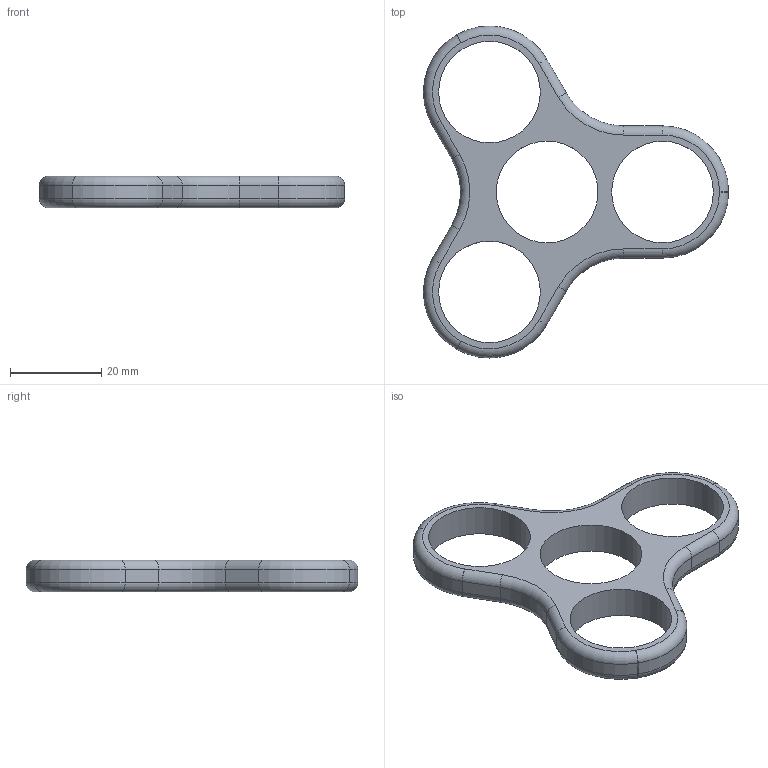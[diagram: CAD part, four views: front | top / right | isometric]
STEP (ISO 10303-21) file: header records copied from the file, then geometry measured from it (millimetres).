
FILE_DESCRIPTION(('Open CASCADE Model'),'2;1');
FILE_NAME('Open CASCADE Shape Model','2023-10-09T17:47:18',('Author'),( 'Open CASCADE'),'Open CASCADE STEP processor 7.7','Open CASCADE 7.7' ,'Unknown');
FILE_SCHEMA(('AUTOMOTIVE_DESIGN { 1 0 10303 214 1 1 1 1 }'));
Length unit declared in the file: millimetre
Products named in the file (1): Open CASCADE STEP translator 7.7 1
Bounding box: 66.94 x 72.81 x 7 mm (x, y, z)
Volume: 8690.8 mm3; surface area: 5788.1 mm2
Topology: 1 solids, 1 shells, 78 faces, 180 edges, 104 vertices
Faces by surface type: cylinder 37, torus 30, plane 11
Full cylindrical faces by diameter (mm): 22.3 x4
Entity records: 4522 total; most frequent: CARTESIAN_POINT 891, DIRECTION 706, ORIENTED_EDGE 360, PCURVE 360, DEFINITIONAL_REPRESENTATION 360, LINE 290, VECTOR 290, AXIS2_PLACEMENT_3D 195
